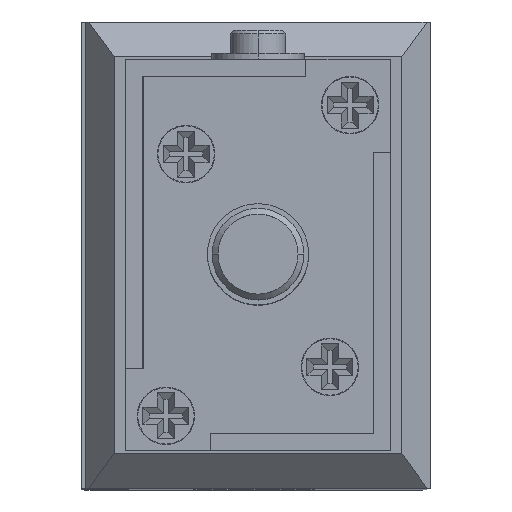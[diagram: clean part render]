
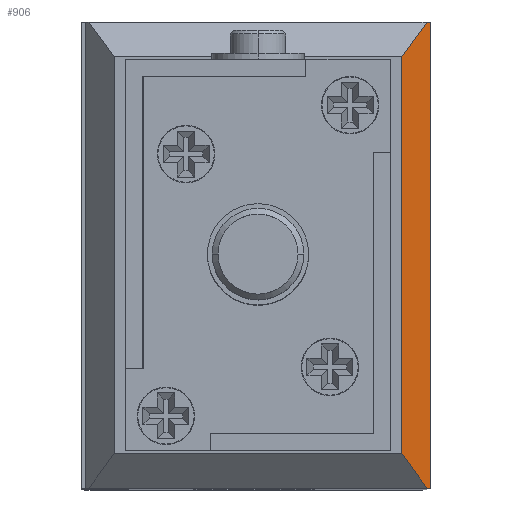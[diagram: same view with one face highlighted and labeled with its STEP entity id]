
A CAD part, top view. The second image highlights one B-rep face of the part: STEP entity #906.
In plain terms, the highlighted face is planar.
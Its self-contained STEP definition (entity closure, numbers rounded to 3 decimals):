
#21 = FACE_OUTER_BOUND ( 'NONE', #3180, .T. ) ;
#350 = CARTESIAN_POINT ( 'NONE',  ( -12.5, 86.626, -13. ) ) ;
#351 = DIRECTION ( 'NONE',  ( 0., -1., 0. ) ) ;
#906 = ADVANCED_FACE ( 'NONE', ( #21 ), #1208, .T. ) ;
#1195 = DIRECTION ( 'NONE',  ( -0.625, 0., 0.781 ) ) ;
#1200 = DIRECTION ( 'NONE',  ( -0.781, 0., -0.625 ) ) ;
#1203 = CARTESIAN_POINT ( 'NONE',  ( -15., 86.626, -9.875 ) ) ;
#1208 = PLANE ( 'NONE',  #7984 ) ;
#1339 = ORIENTED_EDGE ( 'NONE', *, *, #5709, .F. ) ;
#1340 = ORIENTED_EDGE ( 'NONE', *, *, #5711, .F. ) ;
#1341 = ORIENTED_EDGE ( 'NONE', *, *, #5700, .T. ) ;
#1342 = ORIENTED_EDGE ( 'NONE', *, *, #5725, .T. ) ;
#1343 = ORIENTED_EDGE ( 'NONE', *, *, #5702, .T. ) ;
#1345 = ORIENTED_EDGE ( 'NONE', *, *, #5705, .F. ) ;
#3180 = EDGE_LOOP ( 'NONE', ( #1345, #1343, #1342, #1341, #1340, #1339 ) ) ;
#4105 = LINE ( 'NONE', #4482, #4107 ) ;
#4107 = VECTOR ( 'NONE', #4481, 1000. ) ;
#4110 = LINE ( 'NONE', #4476, #4111 ) ;
#4111 = VECTOR ( 'NONE', #4475, 1000. ) ;
#4116 = LINE ( 'NONE', #4468, #4117 ) ;
#4117 = VECTOR ( 'NONE', #4467, 1000. ) ;
#4124 = LINE ( 'NONE', #6428, #4125 ) ;
#4125 = VECTOR ( 'NONE', #6426, 1000. ) ;
#4128 = LINE ( 'NONE', #5091, #4129 ) ;
#4129 = VECTOR ( 'NONE', #5092, 1000. ) ;
#4156 = LINE ( 'NONE', #350, #4157 ) ;
#4157 = VECTOR ( 'NONE', #351, 1000. ) ;
#4467 = DIRECTION ( 'NONE',  ( -0.625, 0., 0.781 ) ) ;
#4468 = CARTESIAN_POINT ( 'NONE',  ( -13.476, 20.25, -11.78 ) ) ;
#4475 = DIRECTION ( 'NONE',  ( 0.474, -0.652, -0.592 ) ) ;
#4476 = CARTESIAN_POINT ( 'NONE',  ( 9.128, -12.489, -40.035 ) ) ;
#4481 = DIRECTION ( 'NONE',  ( -0.474, -0.652, 0.592 ) ) ;
#4482 = CARTESIAN_POINT ( 'NONE',  ( 7.436, 10.162, -37.92 ) ) ;
#5091 = CARTESIAN_POINT ( 'NONE',  ( -13.476, -20.25, -11.78 ) ) ;
#5092 = DIRECTION ( 'NONE',  ( 0.625, 0., -0.781 ) ) ;
#5700 = EDGE_CURVE ( 'NONE', #8672, #8634, #4105, .T. ) ;
#5702 = EDGE_CURVE ( 'NONE', #8632, #8774, #4110, .T. ) ;
#5705 = EDGE_CURVE ( 'NONE', #8632, #8775, #4116, .T. ) ;
#5709 = EDGE_CURVE ( 'NONE', #8775, #8792, #4124, .T. ) ;
#5711 = EDGE_CURVE ( 'NONE', #8792, #8634, #4128, .T. ) ;
#5725 = EDGE_CURVE ( 'NONE', #8774, #8672, #4156, .T. ) ;
#6426 = DIRECTION ( 'NONE',  ( 0., -1., 0. ) ) ;
#6428 = CARTESIAN_POINT ( 'NONE',  ( -15., 86.626, -9.875 ) ) ;
#7508 = CARTESIAN_POINT ( 'NONE',  ( -14.682, 20.25, -10.273 ) ) ;
#7509 = CARTESIAN_POINT ( 'NONE',  ( -14.682, -20.25, -10.273 ) ) ;
#7528 = CARTESIAN_POINT ( 'NONE',  ( -12.5, -17.25, -13. ) ) ;
#7584 = CARTESIAN_POINT ( 'NONE',  ( -12.5, 17.25, -13. ) ) ;
#7585 = CARTESIAN_POINT ( 'NONE',  ( -15., 20.25, -9.875 ) ) ;
#7602 = CARTESIAN_POINT ( 'NONE',  ( -15., -20.25, -9.875 ) ) ;
#7984 = AXIS2_PLACEMENT_3D ( 'NONE', #1203, #1200, #1195 ) ;
#8632 = VERTEX_POINT ( 'NONE', #7508 ) ;
#8634 = VERTEX_POINT ( 'NONE', #7509 ) ;
#8672 = VERTEX_POINT ( 'NONE', #7528 ) ;
#8774 = VERTEX_POINT ( 'NONE', #7584 ) ;
#8775 = VERTEX_POINT ( 'NONE', #7585 ) ;
#8792 = VERTEX_POINT ( 'NONE', #7602 ) ;
